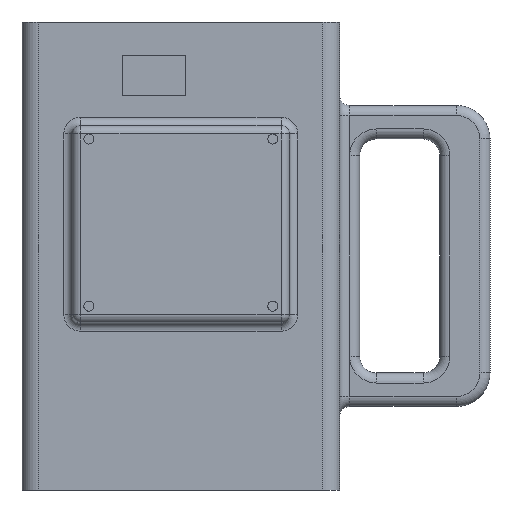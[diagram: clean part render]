
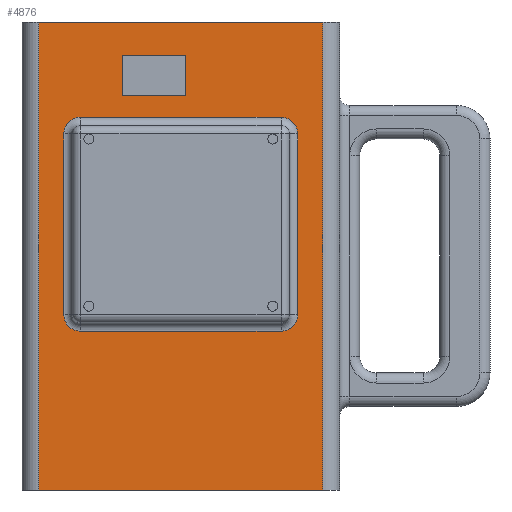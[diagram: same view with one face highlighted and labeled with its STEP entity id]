
A CAD part, left-side view. The second image highlights one B-rep face of the part: STEP entity #4876.
In plain terms, the highlighted planar face has unit normal (-1, 0, 0).
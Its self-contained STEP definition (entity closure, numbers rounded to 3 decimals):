
#197=FACE_BOUND('',#960,.T.);
#198=FACE_BOUND('',#961,.T.);
#328=CIRCLE('',#5211,5.);
#331=CIRCLE('',#5216,5.);
#334=CIRCLE('',#5221,5.);
#337=CIRCLE('',#5226,5.);
#656=FACE_OUTER_BOUND('',#959,.T.);
#959=EDGE_LOOP('',(#4052,#4053,#4054,#4055));
#960=EDGE_LOOP('',(#4056,#4057,#4058,#4059));
#961=EDGE_LOOP('',(#4060,#4061,#4062,#4063,#4064,#4065,#4066,#4067));
#1279=LINE('',#7732,#1735);
#1280=LINE('',#7740,#1736);
#1281=LINE('',#7748,#1737);
#1282=LINE('',#7756,#1738);
#1284=LINE('',#7763,#1740);
#1286=LINE('',#7767,#1742);
#1288=LINE('',#7771,#1744);
#1290=LINE('',#7774,#1746);
#1303=LINE('',#7848,#1759);
#1362=LINE('',#8091,#1818);
#1363=LINE('',#8093,#1819);
#1364=LINE('',#8094,#1820);
#1735=VECTOR('',#6212,10.);
#1736=VECTOR('',#6223,10.);
#1737=VECTOR('',#6234,10.);
#1738=VECTOR('',#6245,10.);
#1740=VECTOR('',#6253,10.);
#1742=VECTOR('',#6257,10.);
#1744=VECTOR('',#6261,10.);
#1746=VECTOR('',#6265,10.);
#1759=VECTOR('',#6340,10.);
#1818=VECTOR('',#6621,10.);
#1819=VECTOR('',#6622,10.);
#1820=VECTOR('',#6623,10.);
#2197=VERTEX_POINT('',#7728);
#2198=VERTEX_POINT('',#7730);
#2199=VERTEX_POINT('',#7734);
#2200=VERTEX_POINT('',#7738);
#2201=VERTEX_POINT('',#7742);
#2202=VERTEX_POINT('',#7746);
#2203=VERTEX_POINT('',#7750);
#2204=VERTEX_POINT('',#7754);
#2205=VERTEX_POINT('',#7760);
#2206=VERTEX_POINT('',#7762);
#2207=VERTEX_POINT('',#7766);
#2208=VERTEX_POINT('',#7770);
#2226=VERTEX_POINT('',#7844);
#2228=VERTEX_POINT('',#7847);
#2301=VERTEX_POINT('',#8090);
#2302=VERTEX_POINT('',#8092);
#2759=EDGE_CURVE('',#2198,#2197,#1279,.T.);
#2760=EDGE_CURVE('',#2197,#2199,#328,.T.);
#2763=EDGE_CURVE('',#2199,#2200,#1280,.T.);
#2764=EDGE_CURVE('',#2200,#2201,#331,.T.);
#2767=EDGE_CURVE('',#2201,#2202,#1281,.T.);
#2768=EDGE_CURVE('',#2202,#2203,#334,.T.);
#2771=EDGE_CURVE('',#2203,#2204,#1282,.T.);
#2772=EDGE_CURVE('',#2204,#2198,#337,.T.);
#2774=EDGE_CURVE('',#2206,#2205,#1284,.T.);
#2776=EDGE_CURVE('',#2207,#2206,#1286,.T.);
#2778=EDGE_CURVE('',#2208,#2207,#1288,.T.);
#2780=EDGE_CURVE('',#2205,#2208,#1290,.T.);
#2811=EDGE_CURVE('',#2228,#2226,#1303,.T.);
#2933=EDGE_CURVE('',#2301,#2226,#1362,.T.);
#2934=EDGE_CURVE('',#2302,#2301,#1363,.T.);
#2935=EDGE_CURVE('',#2228,#2302,#1364,.T.);
#4052=ORIENTED_EDGE('',*,*,#2933,.F.);
#4053=ORIENTED_EDGE('',*,*,#2934,.F.);
#4054=ORIENTED_EDGE('',*,*,#2935,.F.);
#4055=ORIENTED_EDGE('',*,*,#2811,.T.);
#4056=ORIENTED_EDGE('',*,*,#2780,.T.);
#4057=ORIENTED_EDGE('',*,*,#2778,.T.);
#4058=ORIENTED_EDGE('',*,*,#2776,.T.);
#4059=ORIENTED_EDGE('',*,*,#2774,.T.);
#4060=ORIENTED_EDGE('',*,*,#2772,.F.);
#4061=ORIENTED_EDGE('',*,*,#2771,.F.);
#4062=ORIENTED_EDGE('',*,*,#2768,.F.);
#4063=ORIENTED_EDGE('',*,*,#2767,.F.);
#4064=ORIENTED_EDGE('',*,*,#2764,.F.);
#4065=ORIENTED_EDGE('',*,*,#2763,.F.);
#4066=ORIENTED_EDGE('',*,*,#2760,.F.);
#4067=ORIENTED_EDGE('',*,*,#2759,.F.);
#4634=PLANE('',#5372);
#4876=ADVANCED_FACE('',(#656,#197,#198),#4634,.T.);
#5211=AXIS2_PLACEMENT_3D('',#7735,#6215,#6216);
#5216=AXIS2_PLACEMENT_3D('',#7743,#6226,#6227);
#5221=AXIS2_PLACEMENT_3D('',#7751,#6237,#6238);
#5226=AXIS2_PLACEMENT_3D('',#7758,#6248,#6249);
#5372=AXIS2_PLACEMENT_3D('',#8089,#6619,#6620);
#6212=DIRECTION('',(0.,0.,-1.));
#6215=DIRECTION('center_axis',(-1.,0.,0.));
#6216=DIRECTION('ref_axis',(0.,0.707,-0.707));
#6223=DIRECTION('',(0.,-1.,0.));
#6226=DIRECTION('center_axis',(-1.,0.,0.));
#6227=DIRECTION('ref_axis',(0.,-0.707,-0.707));
#6234=DIRECTION('',(0.,0.,1.));
#6237=DIRECTION('center_axis',(-1.,0.,0.));
#6238=DIRECTION('ref_axis',(0.,-0.707,0.707));
#6245=DIRECTION('',(0.,1.,0.));
#6248=DIRECTION('center_axis',(-1.,0.,0.));
#6249=DIRECTION('ref_axis',(0.,0.707,0.707));
#6253=DIRECTION('',(0.,-1.,0.));
#6257=DIRECTION('',(0.,0.,1.));
#6261=DIRECTION('',(0.,1.,0.));
#6265=DIRECTION('',(0.,0.,-1.));
#6340=DIRECTION('',(0.,-1.,0.));
#6619=DIRECTION('center_axis',(-1.,0.,0.));
#6620=DIRECTION('ref_axis',(0.,-1.,0.));
#6621=DIRECTION('',(0.,0.,-1.));
#6622=DIRECTION('',(0.,-1.,0.));
#6623=DIRECTION('',(0.,0.,1.));
#7728=CARTESIAN_POINT('',(0.,82.5,32.5));
#7730=CARTESIAN_POINT('',(0.,82.5,86.5));
#7732=CARTESIAN_POINT('',(0.,82.5,44.5));
#7734=CARTESIAN_POINT('',(0.,77.5,27.5));
#7735=CARTESIAN_POINT('Origin',(0.,77.5,32.5));
#7738=CARTESIAN_POINT('',(0.,17.5,27.5));
#7740=CARTESIAN_POINT('',(0.,87.5,27.5));
#7742=CARTESIAN_POINT('',(0.,12.5,32.5));
#7743=CARTESIAN_POINT('Origin',(0.,17.5,32.5));
#7746=CARTESIAN_POINT('',(0.,12.5,86.5));
#7748=CARTESIAN_POINT('',(0.,12.5,15.));
#7750=CARTESIAN_POINT('',(0.,17.5,91.5));
#7751=CARTESIAN_POINT('Origin',(0.,17.5,86.5));
#7754=CARTESIAN_POINT('',(0.,77.5,91.5));
#7756=CARTESIAN_POINT('',(0.,55.,91.5));
#7758=CARTESIAN_POINT('Origin',(0.,77.5,86.5));
#7760=CARTESIAN_POINT('',(0.,46.,110.));
#7762=CARTESIAN_POINT('',(0.,65.,110.));
#7763=CARTESIAN_POINT('',(0.,80.,110.));
#7766=CARTESIAN_POINT('',(0.,65.,98.));
#7767=CARTESIAN_POINT('',(0.,65.,49.));
#7770=CARTESIAN_POINT('',(0.,46.,98.));
#7771=CARTESIAN_POINT('',(0.,70.5,98.));
#7774=CARTESIAN_POINT('',(0.,46.,55.));
#7844=CARTESIAN_POINT('',(0.,5.,-20.));
#7847=CARTESIAN_POINT('',(0.,90.,-20.));
#7848=CARTESIAN_POINT('',(0.,0.,-20.));
#8089=CARTESIAN_POINT('Origin',(0.,95.,0.));
#8090=CARTESIAN_POINT('',(0.,5.,120.));
#8091=CARTESIAN_POINT('',(0.,5.,0.));
#8092=CARTESIAN_POINT('',(0.,90.,120.));
#8093=CARTESIAN_POINT('',(0.,95.,120.));
#8094=CARTESIAN_POINT('',(0.,90.,0.));
